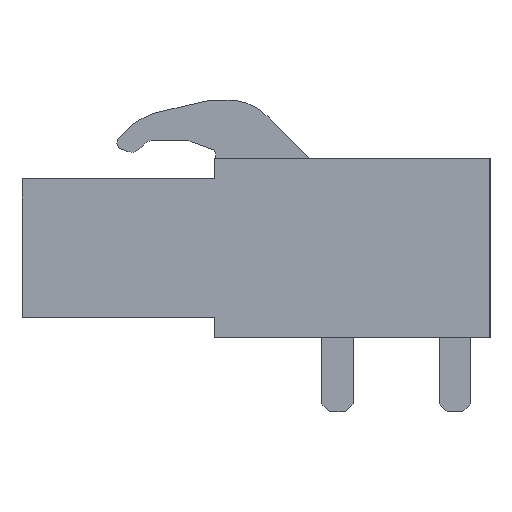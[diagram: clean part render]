
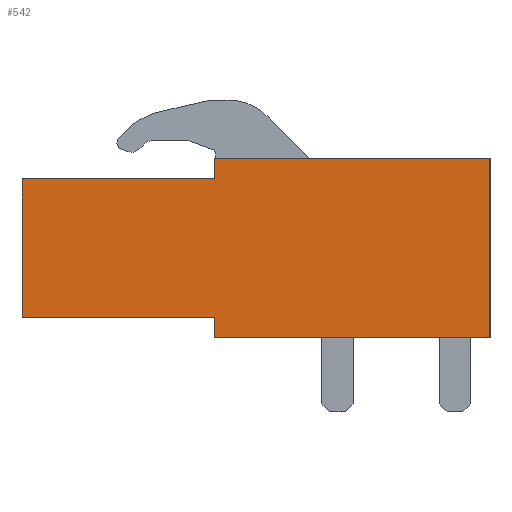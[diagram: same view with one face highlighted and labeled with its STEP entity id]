
A CAD part, left-side view. The second image highlights one B-rep face of the part: STEP entity #542.
In plain terms, the highlighted planar face has unit normal (-1, 0, 0).
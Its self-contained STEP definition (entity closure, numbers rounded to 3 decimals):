
#492=AXIS2_PLACEMENT_3D('Plane Axis2P3D',#489,#490,#491) ;
#40=CARTESIAN_POINT('Vertex',(0.,0.,3.2)) ;
#56=CARTESIAN_POINT('Vertex',(0.,0.,10.95)) ;
#59=CARTESIAN_POINT('Line Origine',(0.,0.,7.075)) ;
#89=CARTESIAN_POINT('Vertex',(0.,20.25,4.075)) ;
#92=CARTESIAN_POINT('Line Origine',(0.,20.25,7.075)) ;
#96=CARTESIAN_POINT('Vertex',(0.,20.25,10.075)) ;
#489=CARTESIAN_POINT('Axis2P3D Location',(0.,0.,3.2)) ;
#494=CARTESIAN_POINT('Line Origine',(0.,16.075,4.075)) ;
#498=CARTESIAN_POINT('Vertex',(0.,11.9,4.075)) ;
#501=CARTESIAN_POINT('Line Origine',(0.,11.9,3.638)) ;
#505=CARTESIAN_POINT('Vertex',(0.,11.9,3.2)) ;
#508=CARTESIAN_POINT('Line Origine',(0.,5.95,3.2)) ;
#513=CARTESIAN_POINT('Line Origine',(0.,5.95,10.95)) ;
#517=CARTESIAN_POINT('Vertex',(0.,11.9,10.95)) ;
#520=CARTESIAN_POINT('Line Origine',(0.,11.9,10.513)) ;
#524=CARTESIAN_POINT('Vertex',(0.,11.9,10.075)) ;
#527=CARTESIAN_POINT('Line Origine',(0.,16.075,10.075)) ;
#60=DIRECTION('Vector Direction',(0.,0.,1.)) ;
#93=DIRECTION('Vector Direction',(0.,0.,1.)) ;
#490=DIRECTION('Axis2P3D Direction',(-1.,0.,0.)) ;
#491=DIRECTION('Axis2P3D XDirection',(0.,0.,1.)) ;
#495=DIRECTION('Vector Direction',(0.,1.,0.)) ;
#502=DIRECTION('Vector Direction',(0.,0.,1.)) ;
#509=DIRECTION('Vector Direction',(0.,1.,0.)) ;
#514=DIRECTION('Vector Direction',(0.,1.,0.)) ;
#521=DIRECTION('Vector Direction',(0.,0.,-1.)) ;
#528=DIRECTION('Vector Direction',(0.,1.,0.)) ;
#61=VECTOR('Line Direction',#60,1.) ;
#94=VECTOR('Line Direction',#93,1.) ;
#496=VECTOR('Line Direction',#495,1.) ;
#503=VECTOR('Line Direction',#502,1.) ;
#510=VECTOR('Line Direction',#509,1.) ;
#515=VECTOR('Line Direction',#514,1.) ;
#522=VECTOR('Line Direction',#521,1.) ;
#529=VECTOR('Line Direction',#528,1.) ;
#533=ORIENTED_EDGE('',*,*,#500,.F.) ;
#534=ORIENTED_EDGE('',*,*,#507,.F.) ;
#535=ORIENTED_EDGE('',*,*,#512,.F.) ;
#536=ORIENTED_EDGE('',*,*,#63,.F.) ;
#537=ORIENTED_EDGE('',*,*,#519,.T.) ;
#538=ORIENTED_EDGE('',*,*,#526,.F.) ;
#539=ORIENTED_EDGE('',*,*,#531,.F.) ;
#540=ORIENTED_EDGE('',*,*,#98,.T.) ;
#542=ADVANCED_FACE('BLL 5.08/21/90 3.2 SN OR 1648500000',(#541),#493,.T.) ;
#63=EDGE_CURVE('',#57,#41,#62,.F.) ;
#98=EDGE_CURVE('',#97,#90,#95,.F.) ;
#500=EDGE_CURVE('',#499,#90,#497,.T.) ;
#507=EDGE_CURVE('',#506,#499,#504,.T.) ;
#512=EDGE_CURVE('',#41,#506,#511,.T.) ;
#519=EDGE_CURVE('',#57,#518,#516,.T.) ;
#526=EDGE_CURVE('',#525,#518,#523,.F.) ;
#531=EDGE_CURVE('',#97,#525,#530,.F.) ;
#532=EDGE_LOOP('',(#533,#534,#535,#536,#537,#538,#539,#540)) ;
#541=FACE_OUTER_BOUND('',#532,.T.) ;
#62=LINE('Line',#59,#61) ;
#95=LINE('Line',#92,#94) ;
#497=LINE('Line',#494,#496) ;
#504=LINE('Line',#501,#503) ;
#511=LINE('Line',#508,#510) ;
#516=LINE('Line',#513,#515) ;
#523=LINE('Line',#520,#522) ;
#530=LINE('Line',#527,#529) ;
#493=PLANE('',#492) ;
#41=VERTEX_POINT('',#40) ;
#57=VERTEX_POINT('',#56) ;
#90=VERTEX_POINT('',#89) ;
#97=VERTEX_POINT('',#96) ;
#499=VERTEX_POINT('',#498) ;
#506=VERTEX_POINT('',#505) ;
#518=VERTEX_POINT('',#517) ;
#525=VERTEX_POINT('',#524) ;
